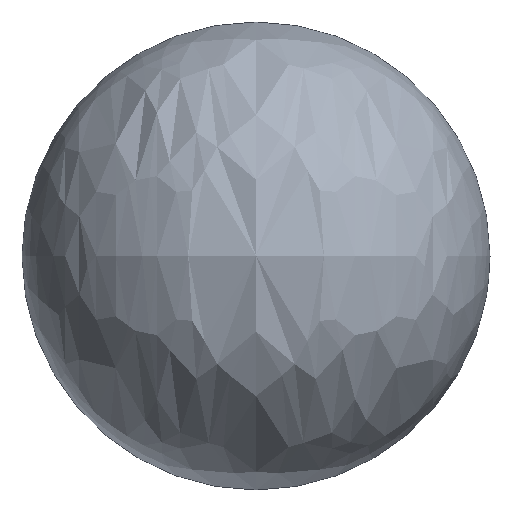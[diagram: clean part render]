
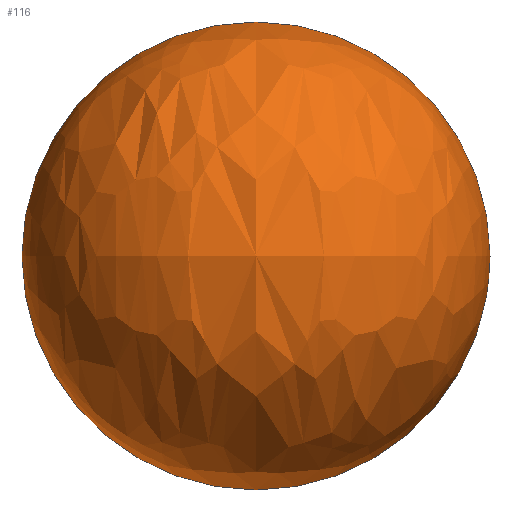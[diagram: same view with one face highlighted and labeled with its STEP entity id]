
A CAD part, top view. The second image highlights one B-rep face of the part: STEP entity #116.
In plain terms, the highlighted free-form (B-spline) face has degree [3, 3] with [4, 4] control points.
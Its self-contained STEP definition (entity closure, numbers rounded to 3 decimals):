
#1 = CARTESIAN_POINT ( 'NONE',  ( -32., 0., 0. ) ) ;
#9 = VERTEX_POINT ( 'NONE', #28 ) ;
#15 = DIRECTION ( 'NONE',  ( 0., 0., -1. ) ) ;
#19 = CARTESIAN_POINT ( 'NONE',  ( 0., 0., 0. ) ) ;
#23 = CARTESIAN_POINT ( 'NONE',  ( 32., 0., 0. ) ) ;
#24 = CARTESIAN_POINT ( 'NONE',  ( -32., 0., 0. ) ) ;
#28 = CARTESIAN_POINT ( 'NONE',  ( 32., 0., 0. ) ) ;
#35 = CARTESIAN_POINT ( 'NONE',  ( 32., 0., 0. ) ) ;
#36 = EDGE_CURVE ( 'NONE', #9, #112, #125, .T. ) ;
#37 = CARTESIAN_POINT ( 'NONE',  ( 32., 64., 128. ) ) ;
#42 = DIRECTION ( 'NONE',  ( 1., 0., 0. ) ) ;
#44 = FACE_OUTER_BOUND ( 'NONE', #143, .T. ) ;
#46 = AXIS2_PLACEMENT_3D ( 'NONE', #99, #15, #42 ) ;
#50 = DIRECTION ( 'NONE',  ( 0., 0., 1. ) ) ;
#52 = CARTESIAN_POINT ( 'NONE',  ( 32., 0., 0. ) ) ;
#54 = CARTESIAN_POINT ( 'NONE',  ( -32., 0., 0. ) ) ;
#58 =( BOUNDED_SURFACE ( )  B_SPLINE_SURFACE ( 3, 3, ( 
 ( #144, #35, #23, #52 ),
 ( #113, #37, #124, #93 ),
 ( #73, #84, #114, #65 ),
 ( #24, #54, #74, #1 ) ),
 .UNSPECIFIED., .F., .F., .F. ) 
 B_SPLINE_SURFACE_WITH_KNOTS ( ( 4, 4 ),
 ( 4, 4 ),
 ( 0., 1. ),
 ( 0., 1. ),
 .UNSPECIFIED. ) 
 GEOMETRIC_REPRESENTATION_ITEM ( )  RATIONAL_B_SPLINE_SURFACE ( (
 ( 1., 0.333, 0.333, 1.),
 ( 0.333, 0.111, 0.111, 0.333),
 ( 0.333, 0.111, 0.111, 0.333),
 ( 1., 0.333, 0.333, 1.) ) ) 
 REPRESENTATION_ITEM ( '' )  SURFACE ( )  );
#63 = ORIENTED_EDGE ( 'NONE', *, *, #81, .F. ) ;
#65 = CARTESIAN_POINT ( 'NONE',  ( -32., -64., 0. ) ) ;
#73 = CARTESIAN_POINT ( 'NONE',  ( -32., 64., 0. ) ) ;
#74 = CARTESIAN_POINT ( 'NONE',  ( -32., 0., 0. ) ) ;
#77 = CIRCLE ( 'NONE', #46, 32. ) ;
#81 = EDGE_CURVE ( 'NONE', #9, #112, #77, .T. ) ;
#84 = CARTESIAN_POINT ( 'NONE',  ( -32., 64., 128. ) ) ;
#90 = CARTESIAN_POINT ( 'NONE',  ( -32., 0., 0. ) ) ;
#93 = CARTESIAN_POINT ( 'NONE',  ( 32., -64., 0. ) ) ;
#99 = CARTESIAN_POINT ( 'NONE',  ( 0., 0., 0. ) ) ;
#101 = AXIS2_PLACEMENT_3D ( 'NONE', #19, #50, #121 ) ;
#110 = ORIENTED_EDGE ( 'NONE', *, *, #36, .T. ) ;
#112 = VERTEX_POINT ( 'NONE', #90 ) ;
#113 = CARTESIAN_POINT ( 'NONE',  ( 32., 64., 0. ) ) ;
#114 = CARTESIAN_POINT ( 'NONE',  ( -32., -64., 128. ) ) ;
#116 = ADVANCED_FACE ( 'NONE', ( #44 ), #58, .T. ) ;
#121 = DIRECTION ( 'NONE',  ( 1., 0., 0. ) ) ;
#124 = CARTESIAN_POINT ( 'NONE',  ( 32., -64., 128. ) ) ;
#125 = CIRCLE ( 'NONE', #101, 32. ) ;
#143 = EDGE_LOOP ( 'NONE', ( #63, #110 ) ) ;
#144 = CARTESIAN_POINT ( 'NONE',  ( 32., 0., 0. ) ) ;
